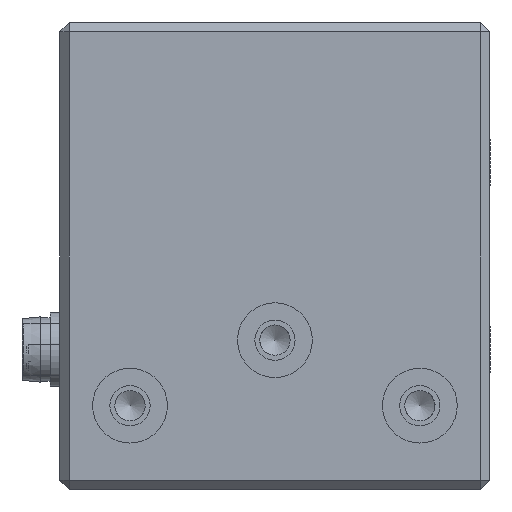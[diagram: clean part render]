
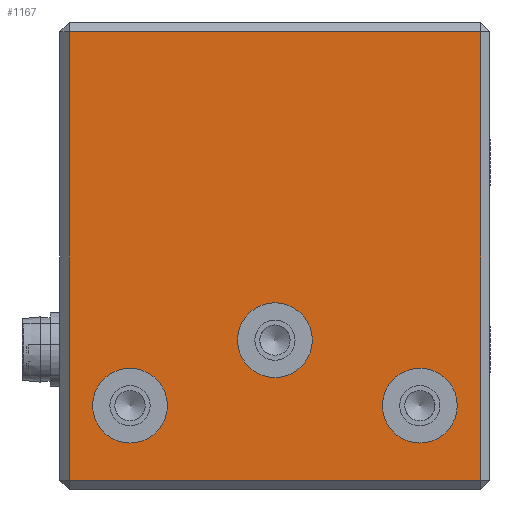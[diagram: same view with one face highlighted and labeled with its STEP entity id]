
A CAD part, left-side view. The second image highlights one B-rep face of the part: STEP entity #1167.
In plain terms, the highlighted planar face has unit normal (-1, 0, 0).
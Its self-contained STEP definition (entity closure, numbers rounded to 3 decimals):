
#1167 = ADVANCED_FACE( '', ( #3470, #3471, #3472, #3473 ), #3474, .F. );
#3470 = FACE_OUTER_BOUND( '', #7321, .T. );
#3471 = FACE_BOUND( '', #7322, .T. );
#3472 = FACE_BOUND( '', #7323, .T. );
#3473 = FACE_BOUND( '', #7324, .T. );
#3474 = PLANE( '', #7325 );
#7321 = EDGE_LOOP( '', ( #11200, #11201, #11202, #11203 ) );
#7322 = EDGE_LOOP( '', ( #11204 ) );
#7323 = EDGE_LOOP( '', ( #11205 ) );
#7324 = EDGE_LOOP( '', ( #11206 ) );
#7325 = AXIS2_PLACEMENT_3D( '', #11207, #11208, #11209 );
#11200 = ORIENTED_EDGE( '', *, *, #21064, .T. );
#11201 = ORIENTED_EDGE( '', *, *, #21065, .T. );
#11202 = ORIENTED_EDGE( '', *, *, #21066, .T. );
#11203 = ORIENTED_EDGE( '', *, *, #21067, .T. );
#11204 = ORIENTED_EDGE( '', *, *, #21068, .T. );
#11205 = ORIENTED_EDGE( '', *, *, #21069, .T. );
#11206 = ORIENTED_EDGE( '', *, *, #21070, .T. );
#11207 = CARTESIAN_POINT( '', ( -387.5, 59.118, -2.637 ) );
#11208 = DIRECTION( '', ( 1., 0., 0. ) );
#11209 = DIRECTION( '', ( 0., 0., 1. ) );
#21064 = EDGE_CURVE( '', #24885, #24886, #24887, .T. );
#21065 = EDGE_CURVE( '', #24886, #24888, #24889, .T. );
#21066 = EDGE_CURVE( '', #24888, #24890, #24891, .T. );
#21067 = EDGE_CURVE( '', #24890, #24885, #24892, .T. );
#21068 = EDGE_CURVE( '', #24893, #24893, #24894, .T. );
#21069 = EDGE_CURVE( '', #24895, #24895, #24896, .T. );
#21070 = EDGE_CURVE( '', #24897, #24897, #24898, .T. );
#24885 = VERTEX_POINT( '', #30475 );
#24886 = VERTEX_POINT( '', #30476 );
#24887 = LINE( '', #30477, #30478 );
#24888 = VERTEX_POINT( '', #30479 );
#24889 = LINE( '', #30480, #30481 );
#24890 = VERTEX_POINT( '', #30482 );
#24891 = LINE( '', #30483, #30484 );
#24892 = LINE( '', #30485, #30486 );
#24893 = VERTEX_POINT( '', #30487 );
#24894 = CIRCLE( '', #30488, 4. );
#24895 = VERTEX_POINT( '', #30489 );
#24896 = CIRCLE( '', #30490, 4. );
#24897 = VERTEX_POINT( '', #30491 );
#24898 = CIRCLE( '', #30492, 4. );
#30475 = CARTESIAN_POINT( '', ( -387.5, 7.367, 52.367 ) );
#30476 = CARTESIAN_POINT( '', ( -387.5, 51.367, 52.367 ) );
#30477 = CARTESIAN_POINT( '', ( -387.5, 52.367, 52.367 ) );
#30478 = VECTOR( '', #38339, 1000. );
#30479 = CARTESIAN_POINT( '', ( -387.5, 51.367, 4.367 ) );
#30480 = CARTESIAN_POINT( '', ( -387.5, 51.367, 3.367 ) );
#30481 = VECTOR( '', #38340, 1000. );
#30482 = CARTESIAN_POINT( '', ( -387.5, 7.367, 4.367 ) );
#30483 = CARTESIAN_POINT( '', ( -387.5, 6.367, 4.367 ) );
#30484 = VECTOR( '', #38341, 1000. );
#30485 = CARTESIAN_POINT( '', ( -387.5, 7.367, 53.367 ) );
#30486 = VECTOR( '', #38342, 1000. );
#30487 = CARTESIAN_POINT( '', ( -387.5, 13.867, 8.367 ) );
#30488 = AXIS2_PLACEMENT_3D( '', #38343, #38344, #38345 );
#30489 = CARTESIAN_POINT( '', ( -387.5, 29.367, 15.367 ) );
#30490 = AXIS2_PLACEMENT_3D( '', #38346, #38347, #38348 );
#30491 = CARTESIAN_POINT( '', ( -387.5, 44.867, 8.367 ) );
#30492 = AXIS2_PLACEMENT_3D( '', #38349, #38350, #38351 );
#38339 = DIRECTION( '', ( 0., 1., 0. ) );
#38340 = DIRECTION( '', ( 0., 0., -1. ) );
#38341 = DIRECTION( '', ( 0., -1., 0. ) );
#38342 = DIRECTION( '', ( 0., 0., 1. ) );
#38343 = CARTESIAN_POINT( '', ( -387.5, 13.867, 12.367 ) );
#38344 = DIRECTION( '', ( 1., 0., 0. ) );
#38345 = DIRECTION( '', ( 0., 0., -1. ) );
#38346 = CARTESIAN_POINT( '', ( -387.5, 29.367, 19.367 ) );
#38347 = DIRECTION( '', ( 1., 0., 0. ) );
#38348 = DIRECTION( '', ( 0., 0., -1. ) );
#38349 = CARTESIAN_POINT( '', ( -387.5, 44.867, 12.367 ) );
#38350 = DIRECTION( '', ( 1., 0., 0. ) );
#38351 = DIRECTION( '', ( 0., 0., -1. ) );
